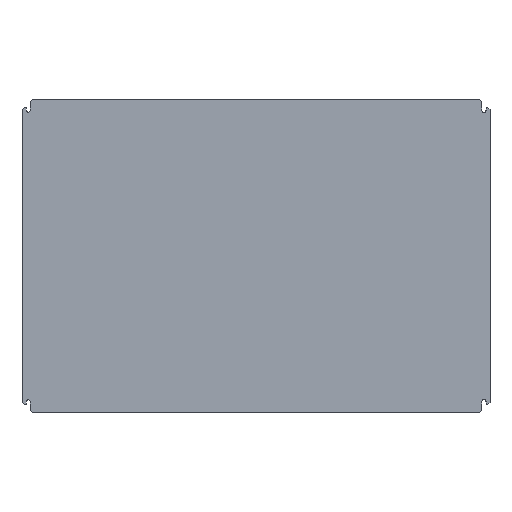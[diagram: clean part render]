
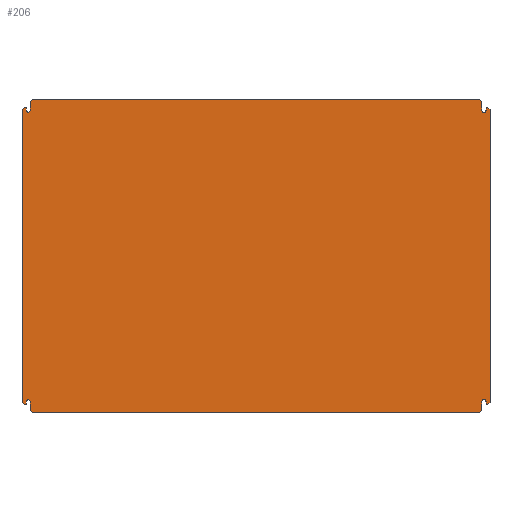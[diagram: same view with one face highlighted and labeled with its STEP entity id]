
A CAD part, top view. The second image highlights one B-rep face of the part: STEP entity #206.
In plain terms, the highlighted planar face has unit normal (0, 0, 1).
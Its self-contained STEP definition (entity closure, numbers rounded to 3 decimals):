
#206=ADVANCED_FACE('F39',(#262),#236,.T.);
#236=PLANE('',#795);
#262=FACE_OUTER_BOUND('',#292,.T.);
#292=EDGE_LOOP('',(#330,#331,#332,#333,#334,#335,#336,#337,#338,#339,#340,
#341,#342,#343,#344,#345,#346,#347,#348,#349,#350,#351,#352,#353,#354,#355,
#356,#357));
#322=CIRCLE('',#791,5.173);
#323=CIRCLE('',#792,5.);
#324=CIRCLE('',#793,5.);
#325=CIRCLE('',#794,5.173);
#330=ORIENTED_EDGE('',*,*,#554,.F.);
#331=ORIENTED_EDGE('',*,*,#555,.F.);
#332=ORIENTED_EDGE('',*,*,#556,.F.);
#333=ORIENTED_EDGE('',*,*,#557,.F.);
#334=ORIENTED_EDGE('',*,*,#558,.F.);
#335=ORIENTED_EDGE('',*,*,#559,.F.);
#336=ORIENTED_EDGE('',*,*,#560,.F.);
#337=ORIENTED_EDGE('',*,*,#561,.F.);
#338=ORIENTED_EDGE('',*,*,#562,.F.);
#339=ORIENTED_EDGE('',*,*,#563,.F.);
#340=ORIENTED_EDGE('',*,*,#564,.F.);
#341=ORIENTED_EDGE('',*,*,#565,.F.);
#342=ORIENTED_EDGE('',*,*,#566,.F.);
#343=ORIENTED_EDGE('',*,*,#567,.F.);
#344=ORIENTED_EDGE('',*,*,#568,.F.);
#345=ORIENTED_EDGE('',*,*,#569,.F.);
#346=ORIENTED_EDGE('',*,*,#570,.F.);
#347=ORIENTED_EDGE('',*,*,#571,.F.);
#348=ORIENTED_EDGE('',*,*,#572,.F.);
#349=ORIENTED_EDGE('',*,*,#573,.F.);
#350=ORIENTED_EDGE('',*,*,#574,.F.);
#351=ORIENTED_EDGE('',*,*,#575,.F.);
#352=ORIENTED_EDGE('',*,*,#576,.F.);
#353=ORIENTED_EDGE('',*,*,#577,.F.);
#354=ORIENTED_EDGE('',*,*,#578,.F.);
#355=ORIENTED_EDGE('',*,*,#579,.F.);
#356=ORIENTED_EDGE('',*,*,#580,.F.);
#357=ORIENTED_EDGE('',*,*,#581,.F.);
#498=VERTEX_POINT('',#988);
#499=VERTEX_POINT('',#989);
#500=VERTEX_POINT('',#991);
#501=VERTEX_POINT('',#993);
#502=VERTEX_POINT('',#995);
#503=VERTEX_POINT('',#997);
#504=VERTEX_POINT('',#999);
#505=VERTEX_POINT('',#1001);
#506=VERTEX_POINT('',#1003);
#507=VERTEX_POINT('',#1005);
#508=VERTEX_POINT('',#1007);
#509=VERTEX_POINT('',#1009);
#510=VERTEX_POINT('',#1011);
#511=VERTEX_POINT('',#1013);
#512=VERTEX_POINT('',#1015);
#513=VERTEX_POINT('',#1017);
#514=VERTEX_POINT('',#1019);
#515=VERTEX_POINT('',#1021);
#516=VERTEX_POINT('',#1023);
#517=VERTEX_POINT('',#1025);
#518=VERTEX_POINT('',#1027);
#519=VERTEX_POINT('',#1029);
#520=VERTEX_POINT('',#1031);
#521=VERTEX_POINT('',#1033);
#522=VERTEX_POINT('',#1035);
#523=VERTEX_POINT('',#1037);
#524=VERTEX_POINT('',#1039);
#525=VERTEX_POINT('',#1041);
#554=EDGE_CURVE('E104',#498,#499,#638,.T.);
#555=EDGE_CURVE('E35',#500,#498,#639,.T.);
#556=EDGE_CURVE('E117',#501,#500,#640,.T.);
#557=EDGE_CURVE('E39',#502,#501,#641,.T.);
#558=EDGE_CURVE('E43',#503,#502,#642,.T.);
#559=EDGE_CURVE('E46',#504,#503,#643,.T.);
#560=EDGE_CURVE('E49',#505,#504,#322,.T.);
#561=EDGE_CURVE('E52',#506,#505,#644,.T.);
#562=EDGE_CURVE('E54',#507,#506,#645,.T.);
#563=EDGE_CURVE('E14',#508,#507,#646,.T.);
#564=EDGE_CURVE('E57',#509,#508,#647,.T.);
#565=EDGE_CURVE('E60',#510,#509,#648,.T.);
#566=EDGE_CURVE('E63',#511,#510,#323,.T.);
#567=EDGE_CURVE('E66',#512,#511,#649,.T.);
#568=EDGE_CURVE('E69',#513,#512,#650,.T.);
#569=EDGE_CURVE('E72',#514,#513,#651,.T.);
#570=EDGE_CURVE('E118',#515,#514,#652,.T.);
#571=EDGE_CURVE('E75',#516,#515,#653,.T.);
#572=EDGE_CURVE('E79',#517,#516,#654,.T.);
#573=EDGE_CURVE('E82',#518,#517,#655,.T.);
#574=EDGE_CURVE('E85',#519,#518,#324,.T.);
#575=EDGE_CURVE('E88',#520,#519,#656,.T.);
#576=EDGE_CURVE('E90',#521,#520,#657,.T.);
#577=EDGE_CURVE('E6',#522,#521,#658,.T.);
#578=EDGE_CURVE('E93',#523,#522,#659,.T.);
#579=EDGE_CURVE('E96',#524,#523,#660,.T.);
#580=EDGE_CURVE('E99',#525,#524,#325,.T.);
#581=EDGE_CURVE('E102',#499,#525,#661,.T.);
#638=LINE('',#987,#714);
#639=LINE('',#990,#715);
#640=LINE('',#992,#716);
#641=LINE('',#994,#717);
#642=LINE('',#996,#718);
#643=LINE('',#998,#719);
#644=LINE('',#1002,#720);
#645=LINE('',#1004,#721);
#646=LINE('',#1006,#722);
#647=LINE('',#1008,#723);
#648=LINE('',#1010,#724);
#649=LINE('',#1014,#725);
#650=LINE('',#1016,#726);
#651=LINE('',#1018,#727);
#652=LINE('',#1020,#728);
#653=LINE('',#1022,#729);
#654=LINE('',#1024,#730);
#655=LINE('',#1026,#731);
#656=LINE('',#1030,#732);
#657=LINE('',#1032,#733);
#658=LINE('',#1034,#734);
#659=LINE('',#1036,#735);
#660=LINE('',#1038,#736);
#661=LINE('',#1042,#737);
#714=VECTOR('',#832,1.);
#715=VECTOR('',#833,1.);
#716=VECTOR('',#834,1.);
#717=VECTOR('',#835,1.);
#718=VECTOR('',#836,1.);
#719=VECTOR('',#837,1.);
#720=VECTOR('',#840,1.);
#721=VECTOR('',#841,1.);
#722=VECTOR('',#842,1.);
#723=VECTOR('',#843,1.);
#724=VECTOR('',#844,1.);
#725=VECTOR('',#847,1.);
#726=VECTOR('',#848,1.);
#727=VECTOR('',#849,1.);
#728=VECTOR('',#850,1.);
#729=VECTOR('',#851,1.);
#730=VECTOR('',#852,1.);
#731=VECTOR('',#853,1.);
#732=VECTOR('',#856,1.);
#733=VECTOR('',#857,1.);
#734=VECTOR('',#858,1.);
#735=VECTOR('',#859,1.);
#736=VECTOR('',#860,1.);
#737=VECTOR('',#863,1.);
#791=AXIS2_PLACEMENT_3D('',#1000,#838,#839);
#792=AXIS2_PLACEMENT_3D('',#1012,#845,#846);
#793=AXIS2_PLACEMENT_3D('',#1028,#854,#855);
#794=AXIS2_PLACEMENT_3D('',#1040,#861,#862);
#795=AXIS2_PLACEMENT_3D('',#1043,#864,#865);
#832=DIRECTION('',(-1.,0.,0.));
#833=DIRECTION('',(-0.707,-0.707,0.));
#834=DIRECTION('',(0.,-1.,0.));
#835=DIRECTION('',(0.707,-0.707,0.));
#836=DIRECTION('',(1.,0.,0.));
#837=DIRECTION('',(0.,1.,0.));
#838=DIRECTION('',(0.,0.,1.));
#839=DIRECTION('',(0.,-1.,0.));
#840=DIRECTION('',(0.,-1.,0.));
#841=DIRECTION('',(0.707,-0.707,0.));
#842=DIRECTION('',(1.,0.,0.));
#843=DIRECTION('',(0.707,0.707,0.));
#844=DIRECTION('',(0.,1.,0.));
#845=DIRECTION('',(0.,0.,1.));
#846=DIRECTION('',(1.,0.,0.));
#847=DIRECTION('',(0.,-1.,0.));
#848=DIRECTION('',(1.,0.,0.));
#849=DIRECTION('',(0.707,0.707,0.));
#850=DIRECTION('',(0.,1.,0.));
#851=DIRECTION('',(-0.707,0.707,0.));
#852=DIRECTION('',(-1.,0.,0.));
#853=DIRECTION('',(0.,-1.,0.));
#854=DIRECTION('',(0.,0.,1.));
#855=DIRECTION('',(0.,-1.,0.));
#856=DIRECTION('',(0.,1.,0.));
#857=DIRECTION('',(-0.707,0.707,0.));
#858=DIRECTION('',(-1.,0.,0.));
#859=DIRECTION('',(-0.707,-0.707,0.));
#860=DIRECTION('',(0.,-1.,0.));
#861=DIRECTION('',(0.,0.,1.));
#862=DIRECTION('',(1.,0.,0.));
#863=DIRECTION('',(0.,1.,0.));
#864=DIRECTION('',(0.,0.,1.));
#865=DIRECTION('',(0.,-1.,0.));
#987=CARTESIAN_POINT('',(-10227.396,1420.099,-480.559));
#988=CARTESIAN_POINT('',(-10225.069,1420.099,-480.559));
#989=CARTESIAN_POINT('',(-10229.722,1420.099,-480.559));
#990=CARTESIAN_POINT('',(-10222.569,1422.599,-480.559));
#991=CARTESIAN_POINT('',(-10220.069,1425.099,-480.559));
#992=CARTESIAN_POINT('',(-10220.069,1785.099,-480.559));
#993=CARTESIAN_POINT('',(-10220.069,2145.099,-480.559));
#994=CARTESIAN_POINT('',(-10222.569,2147.599,-480.559));
#995=CARTESIAN_POINT('',(-10225.069,2150.099,-480.559));
#996=CARTESIAN_POINT('',(-10227.396,2150.099,-480.559));
#997=CARTESIAN_POINT('',(-10229.722,2150.099,-480.559));
#998=CARTESIAN_POINT('',(-10229.722,2146.749,-480.559));
#999=CARTESIAN_POINT('',(-10229.722,2143.399,-480.559));
#1000=CARTESIAN_POINT('',(-10234.896,2143.399,-480.559));
#1001=CARTESIAN_POINT('',(-10240.069,2143.399,-480.559));
#1002=CARTESIAN_POINT('',(-10240.069,2154.249,-480.559));
#1003=CARTESIAN_POINT('',(-10240.069,2165.099,-480.559));
#1004=CARTESIAN_POINT('',(-10242.569,2167.599,-480.559));
#1005=CARTESIAN_POINT('',(-10245.069,2170.099,-480.559));
#1006=CARTESIAN_POINT('',(-10795.069,2170.099,-480.559));
#1007=CARTESIAN_POINT('',(-11345.069,2170.099,-480.559));
#1008=CARTESIAN_POINT('',(-11347.569,2167.599,-480.559));
#1009=CARTESIAN_POINT('',(-11350.069,2165.099,-480.559));
#1010=CARTESIAN_POINT('',(-11350.069,2154.249,-480.559));
#1011=CARTESIAN_POINT('',(-11350.069,2143.399,-480.559));
#1012=CARTESIAN_POINT('',(-11355.069,2143.399,-480.559));
#1013=CARTESIAN_POINT('',(-11360.069,2143.399,-480.559));
#1014=CARTESIAN_POINT('',(-11360.069,2146.749,-480.559));
#1015=CARTESIAN_POINT('',(-11360.069,2150.099,-480.559));
#1016=CARTESIAN_POINT('',(-11362.569,2150.099,-480.559));
#1017=CARTESIAN_POINT('',(-11365.069,2150.099,-480.559));
#1018=CARTESIAN_POINT('',(-11367.569,2147.599,-480.559));
#1019=CARTESIAN_POINT('',(-11370.069,2145.099,-480.559));
#1020=CARTESIAN_POINT('',(-11370.069,1785.099,-480.559));
#1021=CARTESIAN_POINT('',(-11370.069,1425.099,-480.559));
#1022=CARTESIAN_POINT('',(-11367.569,1422.599,-480.559));
#1023=CARTESIAN_POINT('',(-11365.069,1420.099,-480.559));
#1024=CARTESIAN_POINT('',(-11362.569,1420.099,-480.559));
#1025=CARTESIAN_POINT('',(-11360.069,1420.099,-480.559));
#1026=CARTESIAN_POINT('',(-11360.069,1423.448,-480.559));
#1027=CARTESIAN_POINT('',(-11360.069,1426.798,-480.559));
#1028=CARTESIAN_POINT('',(-11355.069,1426.798,-480.559));
#1029=CARTESIAN_POINT('',(-11350.069,1426.798,-480.559));
#1030=CARTESIAN_POINT('',(-11350.069,1415.948,-480.559));
#1031=CARTESIAN_POINT('',(-11350.069,1405.099,-480.559));
#1032=CARTESIAN_POINT('',(-11347.569,1402.599,-480.559));
#1033=CARTESIAN_POINT('',(-11345.069,1400.099,-480.559));
#1034=CARTESIAN_POINT('',(-10795.069,1400.099,-480.559));
#1035=CARTESIAN_POINT('',(-10245.069,1400.099,-480.559));
#1036=CARTESIAN_POINT('',(-10242.569,1402.599,-480.559));
#1037=CARTESIAN_POINT('',(-10240.069,1405.099,-480.559));
#1038=CARTESIAN_POINT('',(-10240.069,1415.948,-480.559));
#1039=CARTESIAN_POINT('',(-10240.069,1426.798,-480.559));
#1040=CARTESIAN_POINT('',(-10234.896,1426.798,-480.559));
#1041=CARTESIAN_POINT('',(-10229.722,1426.798,-480.559));
#1042=CARTESIAN_POINT('',(-10229.722,1423.448,-480.559));
#1043=CARTESIAN_POINT('',(-10162.569,1361.599,-480.559));
